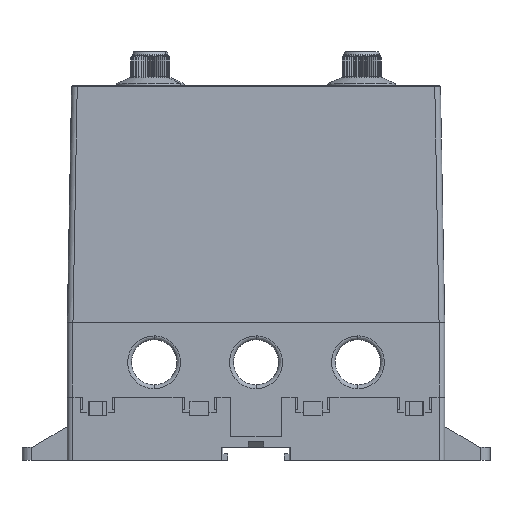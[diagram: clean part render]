
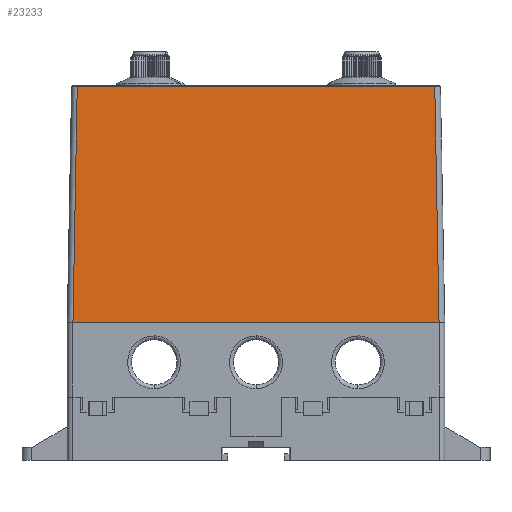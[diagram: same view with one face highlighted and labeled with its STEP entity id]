
A CAD part, front view. The second image highlights one B-rep face of the part: STEP entity #23233.
In plain terms, the highlighted face is planar.
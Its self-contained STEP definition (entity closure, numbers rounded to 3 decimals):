
#587 = ORIENTED_EDGE ( 'NONE', *, *, #29485, .T. ) ;
#1644 = LINE ( 'NONE', #9322, #16614 ) ;
#2076 = CARTESIAN_POINT ( 'NONE',  ( -50., 0.295, -23.865 ) ) ;
#2454 = DIRECTION ( 'NONE',  ( 0.018, -1., 0.018 ) ) ;
#3841 = CARTESIAN_POINT ( 'NONE',  ( 47.366, 0.295, -23.865 ) ) ;
#6085 = CARTESIAN_POINT ( 'NONE',  ( -48.5, 62.8, -25. ) ) ;
#7677 = DIRECTION ( 'NONE',  ( 0., -0.018, -1. ) ) ;
#7925 = ORIENTED_EDGE ( 'NONE', *, *, #29476, .F. ) ;
#9322 = CARTESIAN_POINT ( 'NONE',  ( 48.5, 62.8, -25. ) ) ;
#11091 = CARTESIAN_POINT ( 'NONE',  ( 48.5, 62.8, -25. ) ) ;
#11707 = VERTEX_POINT ( 'NONE', #11091 ) ;
#12038 = ORIENTED_EDGE ( 'NONE', *, *, #31005, .T. ) ;
#12343 = DIRECTION ( 'NONE',  ( -0.018, -1., 0.018 ) ) ;
#13333 = LINE ( 'NONE', #21298, #32432 ) ;
#13616 = PLANE ( 'NONE',  #16548 ) ;
#16548 = AXIS2_PLACEMENT_3D ( 'NONE', #25588, #7677, #28591 ) ;
#16614 = VECTOR ( 'NONE', #12343, 1000. ) ;
#16651 = LINE ( 'NONE', #34973, #24553 ) ;
#16754 = VERTEX_POINT ( 'NONE', #6085 ) ;
#19008 = EDGE_LOOP ( 'NONE', ( #7925, #587, #12038, #25177 ) ) ;
#21298 = CARTESIAN_POINT ( 'NONE',  ( 0., 62.8, -25. ) ) ;
#22979 = DIRECTION ( 'NONE',  ( -1., 0., 0. ) ) ;
#23233 = ADVANCED_FACE ( 'NONE', ( #35486 ), #13616, .T. ) ;
#24119 = DIRECTION ( 'NONE',  ( -1., 0., 0. ) ) ;
#24269 = LINE ( 'NONE', #2076, #27980 ) ;
#24553 = VECTOR ( 'NONE', #2454, 1000. ) ;
#25177 = ORIENTED_EDGE ( 'NONE', *, *, #29307, .F. ) ;
#25588 = CARTESIAN_POINT ( 'NONE',  ( -50., 62.8, -25. ) ) ;
#25901 = CARTESIAN_POINT ( 'NONE',  ( -47.366, 0.295, -23.865 ) ) ;
#27980 = VECTOR ( 'NONE', #22979, 1000. ) ;
#28591 = DIRECTION ( 'NONE',  ( 0., 1., -0.018 ) ) ;
#29307 = EDGE_CURVE ( 'NONE', #16754, #29688, #16651, .T. ) ;
#29476 = EDGE_CURVE ( 'NONE', #11707, #16754, #13333, .T. ) ;
#29485 = EDGE_CURVE ( 'NONE', #11707, #31889, #1644, .T. ) ;
#29688 = VERTEX_POINT ( 'NONE', #25901 ) ;
#31005 = EDGE_CURVE ( 'NONE', #31889, #29688, #24269, .T. ) ;
#31889 = VERTEX_POINT ( 'NONE', #3841 ) ;
#32432 = VECTOR ( 'NONE', #24119, 1000. ) ;
#34973 = CARTESIAN_POINT ( 'NONE',  ( -48.501, 62.827, -25. ) ) ;
#35486 = FACE_OUTER_BOUND ( 'NONE', #19008, .T. ) ;
